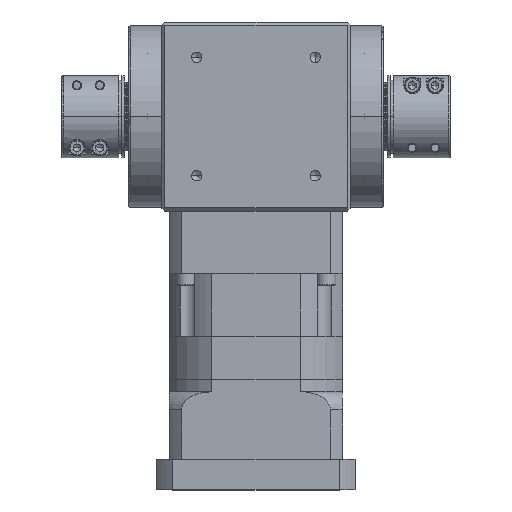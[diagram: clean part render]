
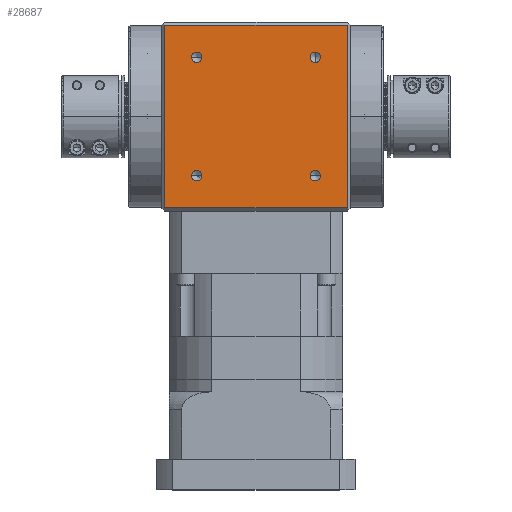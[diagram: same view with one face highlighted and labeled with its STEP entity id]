
A CAD part, top view. The second image highlights one B-rep face of the part: STEP entity #28687.
In plain terms, the highlighted planar face has unit normal (0, 0, 1).
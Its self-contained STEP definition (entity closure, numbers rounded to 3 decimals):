
#91 = CIRCLE ( 'NONE', #6433, 3.4 ) ;
#842 = CARTESIAN_POINT ( 'NONE',  ( 38.891, 157.409, 62. ) ) ;
#2375 = VERTEX_POINT ( 'NONE', #21291 ) ;
#2494 = EDGE_CURVE ( 'NONE', #20165, #40089, #39569, .T. ) ;
#2865 = DIRECTION ( 'NONE',  ( 0., -1., 0. ) ) ;
#2995 = EDGE_CURVE ( 'NONE', #31656, #13401, #91, .T. ) ;
#3608 = EDGE_LOOP ( 'NONE', ( #37319, #37427, #26700, #16369 ) ) ;
#4118 = DIRECTION ( 'NONE',  ( 0., -1., 0. ) ) ;
#4151 = CARTESIAN_POINT ( 'NONE',  ( 38.891, 238.591, 62. ) ) ;
#4324 = DIRECTION ( 'NONE',  ( 0., 1., 0. ) ) ;
#4544 = VERTEX_POINT ( 'NONE', #9290 ) ;
#5040 = VECTOR ( 'NONE', #4324, 1000. ) ;
#5439 = CARTESIAN_POINT ( 'NONE',  ( 38.891, 157.409, 62. ) ) ;
#5457 = CIRCLE ( 'NONE', #33722, 3.4 ) ;
#5862 = AXIS2_PLACEMENT_3D ( 'NONE', #5439, #28450, #8767 ) ;
#6242 = ORIENTED_EDGE ( 'NONE', *, *, #29080, .F. ) ;
#6433 = AXIS2_PLACEMENT_3D ( 'NONE', #39278, #19628, #42579 ) ;
#6665 = ORIENTED_EDGE ( 'NONE', *, *, #11013, .F. ) ;
#7383 = CARTESIAN_POINT ( 'NONE',  ( -75., 258.3, 62. ) ) ;
#7864 = CIRCLE ( 'NONE', #32974, 3.4 ) ;
#7990 = CIRCLE ( 'NONE', #20827, 3.4 ) ;
#8030 = VERTEX_POINT ( 'NONE', #24217 ) ;
#8767 = DIRECTION ( 'NONE',  ( 0., -1., 0. ) ) ;
#9290 = CARTESIAN_POINT ( 'NONE',  ( -59.887, 136.3, 62. ) ) ;
#9567 = EDGE_LOOP ( 'NONE', ( #23153, #19828 ) ) ;
#9871 = EDGE_CURVE ( 'NONE', #40089, #20165, #5457, .T. ) ;
#10233 = VERTEX_POINT ( 'NONE', #4151 ) ;
#10632 = DIRECTION ( 'NONE',  ( 0., 1., 0. ) ) ;
#11013 = EDGE_CURVE ( 'NONE', #10233, #29532, #21680, .T. ) ;
#11414 = DIRECTION ( 'NONE',  ( 0., 0., 1. ) ) ;
#12465 = FACE_BOUND ( 'NONE', #23590, .T. ) ;
#12623 = VERTEX_POINT ( 'NONE', #24955 ) ;
#13272 = CARTESIAN_POINT ( 'NONE',  ( -38.891, 235.191, 62. ) ) ;
#13401 = VERTEX_POINT ( 'NONE', #15201 ) ;
#13503 = FACE_BOUND ( 'NONE', #9567, .T. ) ;
#13800 = PLANE ( 'NONE',  #25028 ) ;
#13880 = EDGE_CURVE ( 'NONE', #29532, #10233, #38397, .T. ) ;
#14053 = CARTESIAN_POINT ( 'NONE',  ( -38.891, 157.409, 62. ) ) ;
#15201 = CARTESIAN_POINT ( 'NONE',  ( -38.891, 231.791, 62. ) ) ;
#15420 = LINE ( 'NONE', #17106, #23162 ) ;
#15872 = CARTESIAN_POINT ( 'NONE',  ( 38.891, 154.009, 62. ) ) ;
#15904 = CARTESIAN_POINT ( 'NONE',  ( 59.887, 0., 62. ) ) ;
#16369 = ORIENTED_EDGE ( 'NONE', *, *, #17618, .F. ) ;
#16417 = CARTESIAN_POINT ( 'NONE',  ( 38.891, 235.191, 62. ) ) ;
#16636 = DIRECTION ( 'NONE',  ( 0., -1., 0. ) ) ;
#17003 = ORIENTED_EDGE ( 'NONE', *, *, #2995, .F. ) ;
#17106 = CARTESIAN_POINT ( 'NONE',  ( -75., 136.3, 62. ) ) ;
#17364 = DIRECTION ( 'NONE',  ( 0., -1., 0. ) ) ;
#17504 = DIRECTION ( 'NONE',  ( 0., 0., 1. ) ) ;
#17618 = EDGE_CURVE ( 'NONE', #8030, #4544, #15420, .T. ) ;
#17991 = CIRCLE ( 'NONE', #19152, 3.4 ) ;
#19152 = AXIS2_PLACEMENT_3D ( 'NONE', #31126, #11414, #34434 ) ;
#19391 = CARTESIAN_POINT ( 'NONE',  ( 38.891, 160.809, 62. ) ) ;
#19628 = DIRECTION ( 'NONE',  ( 0., 0., 1. ) ) ;
#19637 = CARTESIAN_POINT ( 'NONE',  ( -75., 256.3, 62. ) ) ;
#19720 = DIRECTION ( 'NONE',  ( 0., -1., 0. ) ) ;
#19828 = ORIENTED_EDGE ( 'NONE', *, *, #9871, .F. ) ;
#20165 = VERTEX_POINT ( 'NONE', #15872 ) ;
#20469 = CARTESIAN_POINT ( 'NONE',  ( -38.891, 160.809, 62. ) ) ;
#20759 = VECTOR ( 'NONE', #2865, 1000. ) ;
#20827 = AXIS2_PLACEMENT_3D ( 'NONE', #13272, #36310, #16636 ) ;
#20870 = ORIENTED_EDGE ( 'NONE', *, *, #22803, .F. ) ;
#20900 = CARTESIAN_POINT ( 'NONE',  ( 38.891, 231.791, 62. ) ) ;
#21258 = FACE_BOUND ( 'NONE', #31869, .T. ) ;
#21291 = CARTESIAN_POINT ( 'NONE',  ( -59.887, 256.3, 62. ) ) ;
#21680 = CIRCLE ( 'NONE', #37635, 3.4 ) ;
#22803 = EDGE_CURVE ( 'NONE', #13401, #31656, #7990, .T. ) ;
#22986 = AXIS2_PLACEMENT_3D ( 'NONE', #37187, #17504, #40446 ) ;
#23153 = ORIENTED_EDGE ( 'NONE', *, *, #2494, .F. ) ;
#23162 = VECTOR ( 'NONE', #40035, 1000. ) ;
#23590 = EDGE_LOOP ( 'NONE', ( #39992, #6665 ) ) ;
#23828 = DIRECTION ( 'NONE',  ( 0., 0., 1. ) ) ;
#24009 = CARTESIAN_POINT ( 'NONE',  ( -59.887, 0., 62. ) ) ;
#24217 = CARTESIAN_POINT ( 'NONE',  ( 59.887, 136.3, 62. ) ) ;
#24955 = CARTESIAN_POINT ( 'NONE',  ( 59.887, 256.3, 62. ) ) ;
#25028 = AXIS2_PLACEMENT_3D ( 'NONE', #7383, #30357, #10632 ) ;
#25310 = VERTEX_POINT ( 'NONE', #20469 ) ;
#26700 = ORIENTED_EDGE ( 'NONE', *, *, #31557, .F. ) ;
#27758 = EDGE_CURVE ( 'NONE', #12623, #8030, #29510, .T. ) ;
#27907 = LINE ( 'NONE', #19637, #36641 ) ;
#28450 = DIRECTION ( 'NONE',  ( 0., 0., 1. ) ) ;
#28687 = ADVANCED_FACE ( 'NONE', ( #31018, #12465, #13503, #21258, #31472 ), #13800, .F. ) ;
#29080 = EDGE_CURVE ( 'NONE', #33847, #25310, #7864, .T. ) ;
#29291 = EDGE_CURVE ( 'NONE', #2375, #12623, #27907, .T. ) ;
#29510 = LINE ( 'NONE', #15904, #20759 ) ;
#29532 = VERTEX_POINT ( 'NONE', #20900 ) ;
#30235 = LINE ( 'NONE', #24009, #5040 ) ;
#30357 = DIRECTION ( 'NONE',  ( 0., 0., -1. ) ) ;
#31018 = FACE_BOUND ( 'NONE', #38580, .T. ) ;
#31126 = CARTESIAN_POINT ( 'NONE',  ( -38.891, 157.409, 62. ) ) ;
#31472 = FACE_OUTER_BOUND ( 'NONE', #3608, .T. ) ;
#31557 = EDGE_CURVE ( 'NONE', #4544, #2375, #30235, .T. ) ;
#31656 = VERTEX_POINT ( 'NONE', #34183 ) ;
#31869 = EDGE_LOOP ( 'NONE', ( #6242, #37719 ) ) ;
#32974 = AXIS2_PLACEMENT_3D ( 'NONE', #14053, #37055, #17364 ) ;
#33722 = AXIS2_PLACEMENT_3D ( 'NONE', #842, #23828, #4118 ) ;
#33847 = VERTEX_POINT ( 'NONE', #35566 ) ;
#34183 = CARTESIAN_POINT ( 'NONE',  ( -38.891, 238.591, 62. ) ) ;
#34434 = DIRECTION ( 'NONE',  ( 0., -1., 0. ) ) ;
#35566 = CARTESIAN_POINT ( 'NONE',  ( -38.891, 154.009, 62. ) ) ;
#36310 = DIRECTION ( 'NONE',  ( 0., 0., 1. ) ) ;
#36641 = VECTOR ( 'NONE', #39286, 1000. ) ;
#37055 = DIRECTION ( 'NONE',  ( 0., 0., 1. ) ) ;
#37187 = CARTESIAN_POINT ( 'NONE',  ( 38.891, 235.191, 62. ) ) ;
#37319 = ORIENTED_EDGE ( 'NONE', *, *, #27758, .F. ) ;
#37427 = ORIENTED_EDGE ( 'NONE', *, *, #29291, .F. ) ;
#37635 = AXIS2_PLACEMENT_3D ( 'NONE', #16417, #39349, #19720 ) ;
#37719 = ORIENTED_EDGE ( 'NONE', *, *, #37853, .F. ) ;
#37853 = EDGE_CURVE ( 'NONE', #25310, #33847, #17991, .T. ) ;
#38397 = CIRCLE ( 'NONE', #22986, 3.4 ) ;
#38580 = EDGE_LOOP ( 'NONE', ( #20870, #17003 ) ) ;
#39278 = CARTESIAN_POINT ( 'NONE',  ( -38.891, 235.191, 62. ) ) ;
#39286 = DIRECTION ( 'NONE',  ( 1., 0., 0. ) ) ;
#39349 = DIRECTION ( 'NONE',  ( 0., 0., 1. ) ) ;
#39569 = CIRCLE ( 'NONE', #5862, 3.4 ) ;
#39992 = ORIENTED_EDGE ( 'NONE', *, *, #13880, .F. ) ;
#40035 = DIRECTION ( 'NONE',  ( -1., 0., 0. ) ) ;
#40089 = VERTEX_POINT ( 'NONE', #19391 ) ;
#40446 = DIRECTION ( 'NONE',  ( 0., -1., 0. ) ) ;
#42579 = DIRECTION ( 'NONE',  ( 0., -1., 0. ) ) ;
